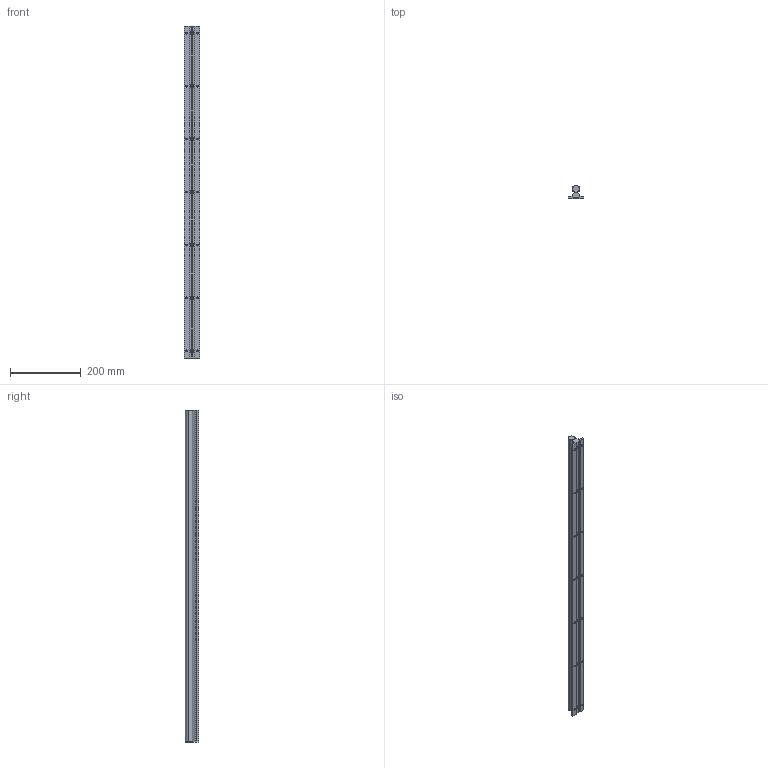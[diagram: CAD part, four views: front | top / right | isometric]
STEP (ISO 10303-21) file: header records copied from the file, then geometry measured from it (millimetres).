
FILE_DESCRIPTION (( 'STEP AP214' ), '1' );
FILE_NAME ('SBR20 940L.STEP', '2018-01-02T13:57:06', ( '砐錪賧瘔蠈錪 Windows' ), ( '' ), 'SwSTEP 2.0', 'SolidWorks 2016', '' );
FILE_SCHEMA (( 'AUTOMOTIVE_DESIGN' ));
Length unit declared in the file: millimetre
Products named in the file (1): SBR20 940L
Bounding box: 45 x 37 x 940 mm (x, y, z)
Volume: 664800.7 mm3; surface area: 181410.2 mm2
Topology: 9 solids, 9 shells, 376 faces, 902 edges, 544 vertices
Faces by surface type: cylinder 184, plane 160, cone 18, torus 14
Entity records: 13223 total; most frequent: CARTESIAN_POINT 2782, ORIENTED_EDGE 1804, DIRECTION 1678, EDGE_CURVE 902, AXIS2_PLACEMENT_3D 595, VERTEX_POINT 544, VECTOR 488, LINE 488
